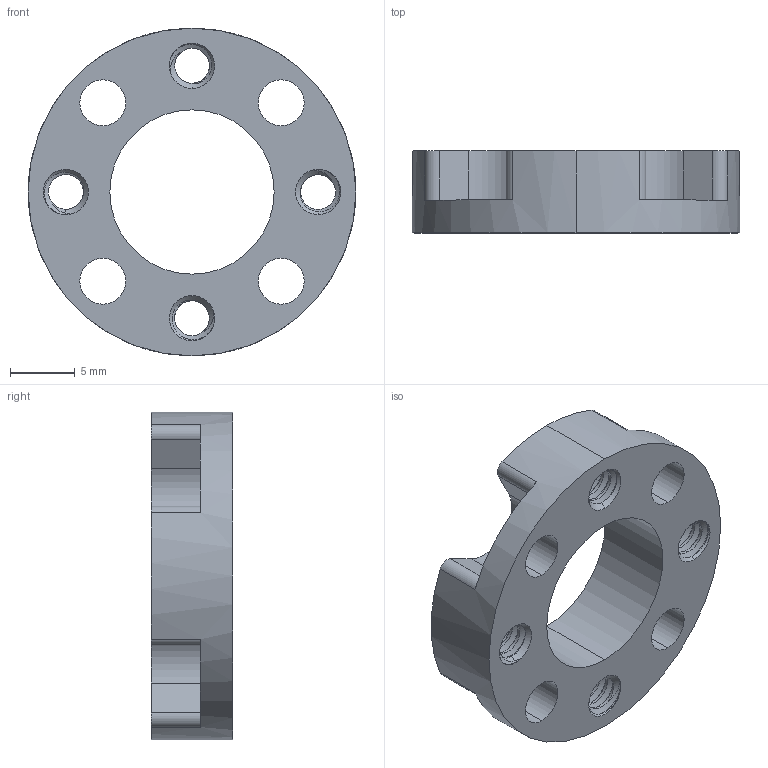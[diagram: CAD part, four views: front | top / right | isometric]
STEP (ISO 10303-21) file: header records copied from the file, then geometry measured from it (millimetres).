
FILE_DESCRIPTION (( 'STEP AP203' ), '1' );
FILE_NAME ('545440.STEP', '2017-06-30T20:16:39', ( '' ), ( '' ), 'SwSTEP 2.0', 'SolidWorks 2016', '' );
FILE_SCHEMA (( 'CONFIG_CONTROL_DESIGN' ));
Length unit declared in the file: inch
Products named in the file (1): 545440
Bounding box: 25.39 x 6.35 x 25.39 mm (x, y, z)
Volume: 1585.9 mm3; surface area: 1949.8 mm2
Topology: 1 solids, 1 shells, 204 faces, 586 edges, 384 vertices
Faces by surface type: cylinder 158, cone 24, plane 14, bspline 8
Entity records: 11829 total; most frequent: CARTESIAN_POINT 7139, ORIENTED_EDGE 1172, DIRECTION 796, EDGE_CURVE 586, VERTEX_POINT 384, AXIS2_PLACEMENT_3D 301, EDGE_LOOP 222, FACE_OUTER_BOUND 204
